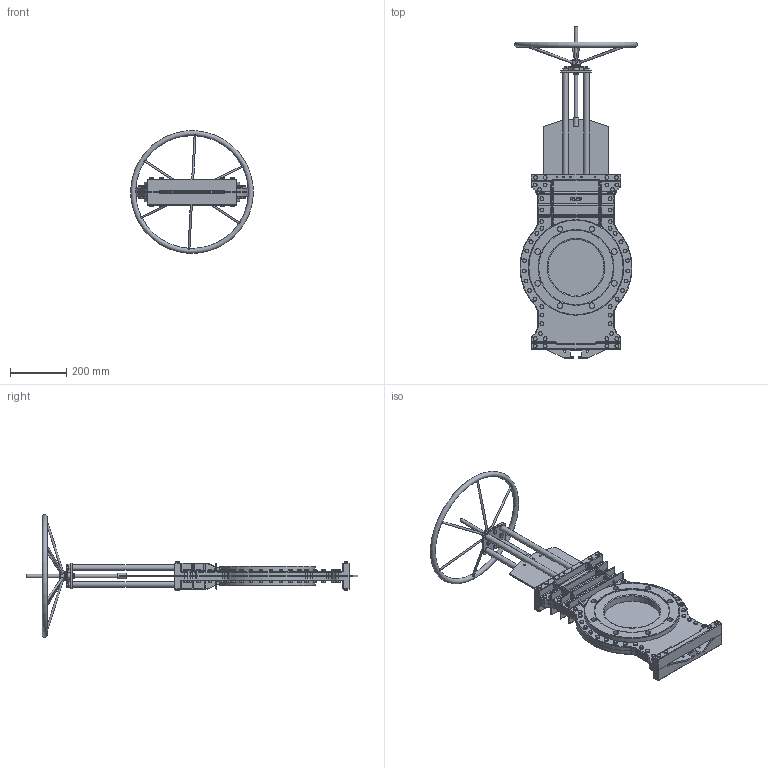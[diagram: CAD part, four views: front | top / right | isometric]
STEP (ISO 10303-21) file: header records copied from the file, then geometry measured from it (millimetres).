
FILE_DESCRIPTION(/* description */ (''),/* implementation_level */ '2;1');
FILE_NAME(/* name */ 'DN200_3D_STEP.stp',/* time_stamp */ '2024-12-01T20:06:46+03:00',/* author */ ('igorr'),/* organization */ (''),/* preprocessor_version */ 'ST-DEVELOPER v20',/* originating_system */ 'Autodesk Inventor 2025',/* authorisation */ '');
FILE_SCHEMA (('AUTOMOTIVE_DESIGN { 1 0 10303 214 3 1 1 }'));
Length unit declared in the file: millimetre
Products named in the file (5): Сборка; Деталь; Деталь1; AS 1110 - M12 x 20; AS 1110 - M8 x 12
Assembly tree (110 placements, depth 2):
  Сборка
    Деталь
    Деталь1
    AS 1110 - M8 x 12  x104
    AS 1110 - M12 x 20  x4
Bounding box: 436.66 x 1182.5 x 436.79 mm (x, y, z)
Volume: 9858215.1 mm3; surface area: 1752184.7 mm2
Topology: 110 solids, 110 shells, 3542 faces, 7954 edges, 4746 vertices
Faces by surface type: plane 1916, cone 758, cylinder 663, torus 116, sphere 53, bspline 36
Full cylindrical faces by diameter (mm): 5 x10, 6.814 x1, 7 x9, 8 x104, 9 x80, 12 x6, 13 x104, 18 x4, 20 x22, 24.002 x1, 35 x2, 200 x2, 266 x2, 340 x2
Entity records: 33798 total; most frequent: CARTESIAN_POINT 6805, DIRECTION 5724, ORIENTED_EDGE 5088, EDGE_CURVE 2544, AXIS2_PLACEMENT_3D 2248, VERTEX_POINT 1566, EDGE_LOOP 1242, LINE 1228
